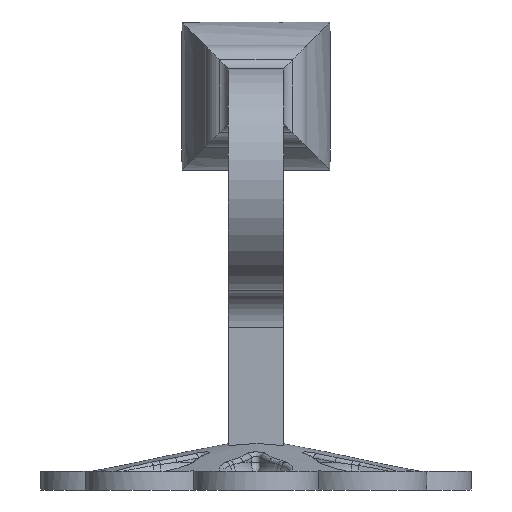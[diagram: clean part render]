
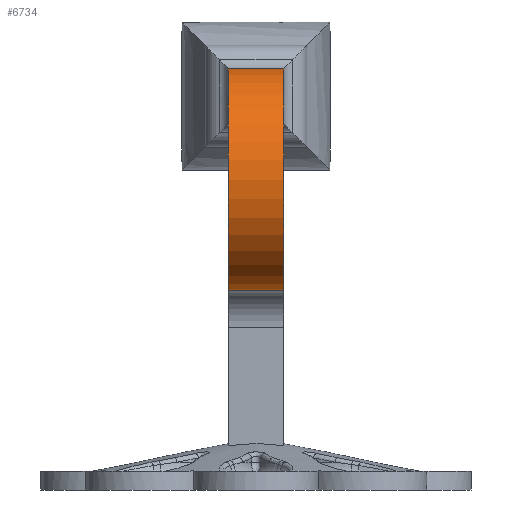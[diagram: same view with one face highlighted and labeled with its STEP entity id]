
A CAD part, front view. The second image highlights one B-rep face of the part: STEP entity #6734.
In plain terms, the highlighted cylindrical face has radius 24 mm (diameter 48 mm), a partial arc.
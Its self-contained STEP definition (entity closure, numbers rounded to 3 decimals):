
#417 = DIRECTION ( 'NONE',  ( -1., 0., 0. ) ) ;
#1524 = CARTESIAN_POINT ( 'NONE',  ( -6., -14.008, 33. ) ) ;
#2688 = AXIS2_PLACEMENT_3D ( 'NONE', #10746, #417, #19494 ) ;
#3362 = EDGE_CURVE ( 'NONE', #20348, #9048, #5172, .T. ) ;
#3589 = DIRECTION ( 'NONE',  ( 0., 0., 1. ) ) ;
#4910 = CARTESIAN_POINT ( 'NONE',  ( -6., -14.008, 81. ) ) ;
#5172 = LINE ( 'NONE', #1524, #20673 ) ;
#6229 = CIRCLE ( 'NONE', #2688, 24. ) ;
#6734 = ADVANCED_FACE ( 'NONE', ( #20592 ), #19261, .T. ) ;
#7101 = DIRECTION ( 'NONE',  ( -1., 0., 0. ) ) ;
#7637 = VECTOR ( 'NONE', #22158, 1000. ) ;
#8611 = DIRECTION ( 'NONE',  ( 1., 0., 0. ) ) ;
#9048 = VERTEX_POINT ( 'NONE', #22557 ) ;
#9788 = CARTESIAN_POINT ( 'NONE',  ( 0., -14.008, 57. ) ) ;
#10746 = CARTESIAN_POINT ( 'NONE',  ( 6., -14.008, 57. ) ) ;
#11349 = EDGE_CURVE ( 'NONE', #9048, #18704, #6229, .T. ) ;
#11403 = AXIS2_PLACEMENT_3D ( 'NONE', #9788, #15360, #11708 ) ;
#11708 = DIRECTION ( 'NONE',  ( 0., 0., 1. ) ) ;
#12138 = CARTESIAN_POINT ( 'NONE',  ( -6., -14.008, 81. ) ) ;
#12627 = VERTEX_POINT ( 'NONE', #12138 ) ;
#13331 = LINE ( 'NONE', #4910, #7637 ) ;
#14069 = EDGE_CURVE ( 'NONE', #12627, #18704, #13331, .T. ) ;
#14437 = AXIS2_PLACEMENT_3D ( 'NONE', #17538, #7101, #3589 ) ;
#14624 = ORIENTED_EDGE ( 'NONE', *, *, #19676, .F. ) ;
#15351 = CIRCLE ( 'NONE', #14437, 24. ) ;
#15360 = DIRECTION ( 'NONE',  ( -1., 0., 0. ) ) ;
#16071 = CARTESIAN_POINT ( 'NONE',  ( -6., -14.008, 33. ) ) ;
#16365 = CARTESIAN_POINT ( 'NONE',  ( 6., -14.008, 81. ) ) ;
#16767 = ORIENTED_EDGE ( 'NONE', *, *, #14069, .F. ) ;
#17538 = CARTESIAN_POINT ( 'NONE',  ( -6., -14.008, 57. ) ) ;
#17983 = EDGE_LOOP ( 'NONE', ( #18275, #22184, #16767, #14624 ) ) ;
#18275 = ORIENTED_EDGE ( 'NONE', *, *, #3362, .T. ) ;
#18704 = VERTEX_POINT ( 'NONE', #16365 ) ;
#19261 = CYLINDRICAL_SURFACE ( 'NONE', #11403, 24. ) ;
#19494 = DIRECTION ( 'NONE',  ( 0., 0., 1. ) ) ;
#19676 = EDGE_CURVE ( 'NONE', #20348, #12627, #15351, .T. ) ;
#20348 = VERTEX_POINT ( 'NONE', #16071 ) ;
#20592 = FACE_OUTER_BOUND ( 'NONE', #17983, .T. ) ;
#20673 = VECTOR ( 'NONE', #8611, 1000. ) ;
#22158 = DIRECTION ( 'NONE',  ( 1., 0., 0. ) ) ;
#22184 = ORIENTED_EDGE ( 'NONE', *, *, #11349, .T. ) ;
#22557 = CARTESIAN_POINT ( 'NONE',  ( 6., -14.008, 33. ) ) ;
